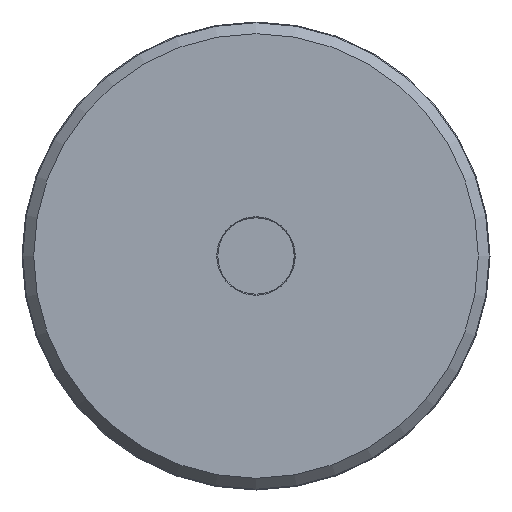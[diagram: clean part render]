
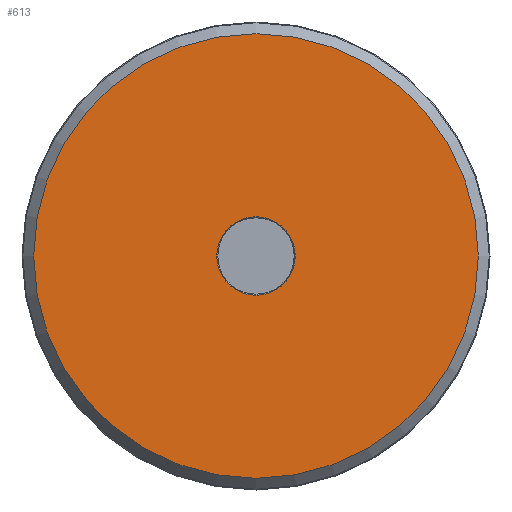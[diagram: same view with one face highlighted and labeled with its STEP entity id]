
A CAD part, front view. The second image highlights one B-rep face of the part: STEP entity #613.
In plain terms, the highlighted planar face has unit normal (0, -1, 0).
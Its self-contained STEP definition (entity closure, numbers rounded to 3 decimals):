
#26=FACE_BOUND('',#131,.T.);
#82=PLANE('',#676);
#95=FACE_OUTER_BOUND('',#130,.T.);
#130=EDGE_LOOP('',(#435));
#131=EDGE_LOOP('',(#436));
#214=CIRCLE('',#672,85.);
#217=CIRCLE('',#677,15.);
#250=VERTEX_POINT('',#898);
#256=VERTEX_POINT('',#929);
#318=EDGE_CURVE('',#250,#250,#214,.T.);
#326=EDGE_CURVE('',#256,#256,#217,.T.);
#435=ORIENTED_EDGE('',*,*,#318,.F.);
#436=ORIENTED_EDGE('',*,*,#326,.F.);
#613=ADVANCED_FACE('',(#95,#26),#82,.T.);
#672=AXIS2_PLACEMENT_3D('',#899,#756,#757);
#676=AXIS2_PLACEMENT_3D('',#928,#766,#767);
#677=AXIS2_PLACEMENT_3D('',#930,#768,#769);
#756=DIRECTION('center_axis',(0.,1.,0.));
#757=DIRECTION('ref_axis',(-1.,0.,0.));
#766=DIRECTION('center_axis',(0.,-1.,0.));
#767=DIRECTION('ref_axis',(0.,0.,-1.));
#768=DIRECTION('center_axis',(0.,-1.,0.));
#769=DIRECTION('ref_axis',(1.,0.,0.));
#898=CARTESIAN_POINT('',(85.,0.,0.));
#899=CARTESIAN_POINT('Origin',(0.,0.,0.));
#928=CARTESIAN_POINT('Origin',(15.,0.,0.));
#929=CARTESIAN_POINT('',(-15.,0.,0.));
#930=CARTESIAN_POINT('Origin',(0.,0.,0.));
